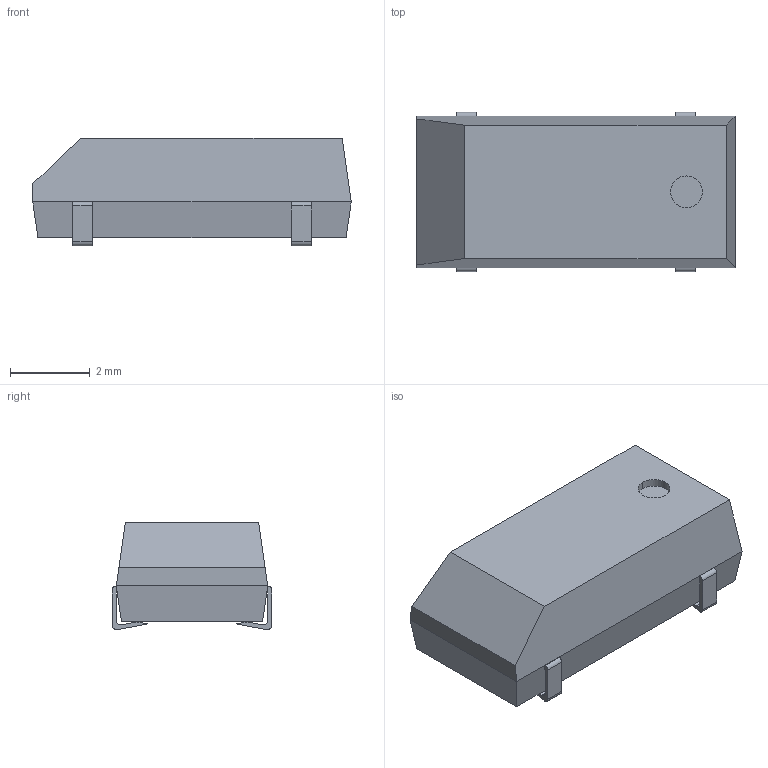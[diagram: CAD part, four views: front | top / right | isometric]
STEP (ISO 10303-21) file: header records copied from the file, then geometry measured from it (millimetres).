
FILE_DESCRIPTION((''),'2;1');
FILE_NAME('XTAL_ABRACON_ABS25.stp','2015-07-15T10:27:01',(''),(''),'Mechanical Desktop 2011','Mechanical Desktop 2011',', , ');
FILE_SCHEMA(('AUTOMOTIVE_DESIGN { 1 2 10303 214 1 1 1 1 }'));
Length unit declared in the file: millimetre
Products named in the file (1): Product
Bounding box: 8 x 4 x 2.7 mm (x, y, z)
Volume: 69 mm3; surface area: 117.3 mm2
Topology: 5 solids, 5 shells, 62 faces, 149 edges, 98 vertices
Faces by surface type: plane 44, cylinder 18
Entity records: 1845 total; most frequent: DIRECTION 311, CARTESIAN_POINT 310, ORIENTED_EDGE 298, EDGE_CURVE 149, VECTOR 113, LINE 113, AXIS2_PLACEMENT_3D 99, VERTEX_POINT 98
